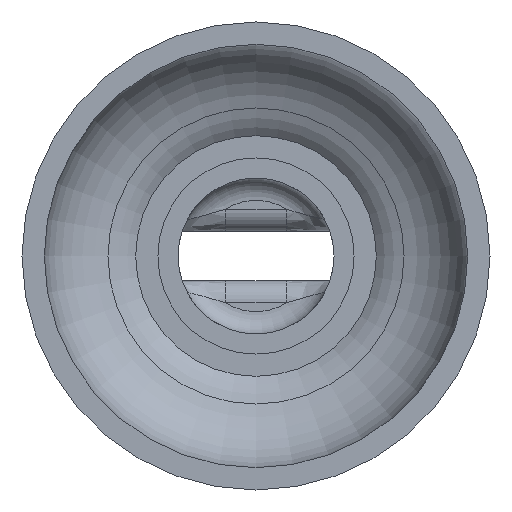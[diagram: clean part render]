
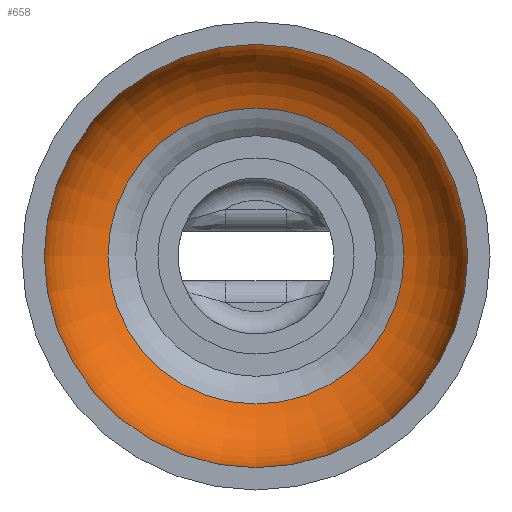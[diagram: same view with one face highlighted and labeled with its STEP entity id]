
A CAD part, front view. The second image highlights one B-rep face of the part: STEP entity #658.
In plain terms, the highlighted toroidal (fillet/blend) face has major radius 5.5 mm and minor radius 4 mm.
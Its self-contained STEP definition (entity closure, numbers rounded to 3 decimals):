
#26=TOROIDAL_SURFACE('',#743,5.5,4.);
#88=FACE_OUTER_BOUND('',#133,.T.);
#133=EDGE_LOOP('',(#491,#492,#493,#494,#495,#496));
#241=CIRCLE('',#732,9.5);
#242=CIRCLE('',#733,9.5);
#249=CIRCLE('',#744,6.643);
#250=CIRCLE('',#745,6.643);
#251=CIRCLE('',#746,4.);
#291=VERTEX_POINT('',#1082);
#292=VERTEX_POINT('',#1084);
#299=VERTEX_POINT('',#1105);
#300=VERTEX_POINT('',#1106);
#360=EDGE_CURVE('',#291,#292,#241,.T.);
#361=EDGE_CURVE('',#292,#291,#242,.T.);
#370=EDGE_CURVE('',#299,#300,#249,.T.);
#371=EDGE_CURVE('',#300,#299,#250,.T.);
#372=EDGE_CURVE('',#299,#292,#251,.T.);
#491=ORIENTED_EDGE('',*,*,#370,.T.);
#492=ORIENTED_EDGE('',*,*,#371,.T.);
#493=ORIENTED_EDGE('',*,*,#372,.T.);
#494=ORIENTED_EDGE('',*,*,#360,.F.);
#495=ORIENTED_EDGE('',*,*,#361,.F.);
#496=ORIENTED_EDGE('',*,*,#372,.F.);
#658=ADVANCED_FACE('',(#88),#26,.F.);
#732=AXIS2_PLACEMENT_3D('',#1085,#845,#846);
#733=AXIS2_PLACEMENT_3D('',#1086,#847,#848);
#743=AXIS2_PLACEMENT_3D('',#1104,#869,#870);
#744=AXIS2_PLACEMENT_3D('',#1107,#871,#872);
#745=AXIS2_PLACEMENT_3D('',#1108,#873,#874);
#746=AXIS2_PLACEMENT_3D('',#1109,#875,#876);
#845=DIRECTION('center_axis',(0.,1.,0.));
#846=DIRECTION('ref_axis',(0.,0.,-1.));
#847=DIRECTION('center_axis',(0.,1.,0.));
#848=DIRECTION('ref_axis',(0.,0.,-1.));
#869=DIRECTION('center_axis',(0.,-1.,0.));
#870=DIRECTION('ref_axis',(0.,0.,-1.));
#871=DIRECTION('center_axis',(0.,1.,0.));
#872=DIRECTION('ref_axis',(-1.,0.,0.));
#873=DIRECTION('center_axis',(0.,1.,0.));
#874=DIRECTION('ref_axis',(-1.,0.,0.));
#875=DIRECTION('center_axis',(1.,0.,0.));
#876=DIRECTION('ref_axis',(0.,0.,1.));
#1082=CARTESIAN_POINT('',(9.5,-25.,0.));
#1084=CARTESIAN_POINT('',(0.,-25.,9.5));
#1085=CARTESIAN_POINT('Origin',(0.,-25.,0.));
#1086=CARTESIAN_POINT('Origin',(0.,-25.,0.));
#1104=CARTESIAN_POINT('Origin',(0.,-25.,0.));
#1105=CARTESIAN_POINT('',(0.,-21.167,6.643));
#1106=CARTESIAN_POINT('',(0.,-21.167,-6.643));
#1107=CARTESIAN_POINT('Origin',(0.,-21.167,0.));
#1108=CARTESIAN_POINT('Origin',(0.,-21.167,0.));
#1109=CARTESIAN_POINT('Origin',(0.,-25.,5.5));
